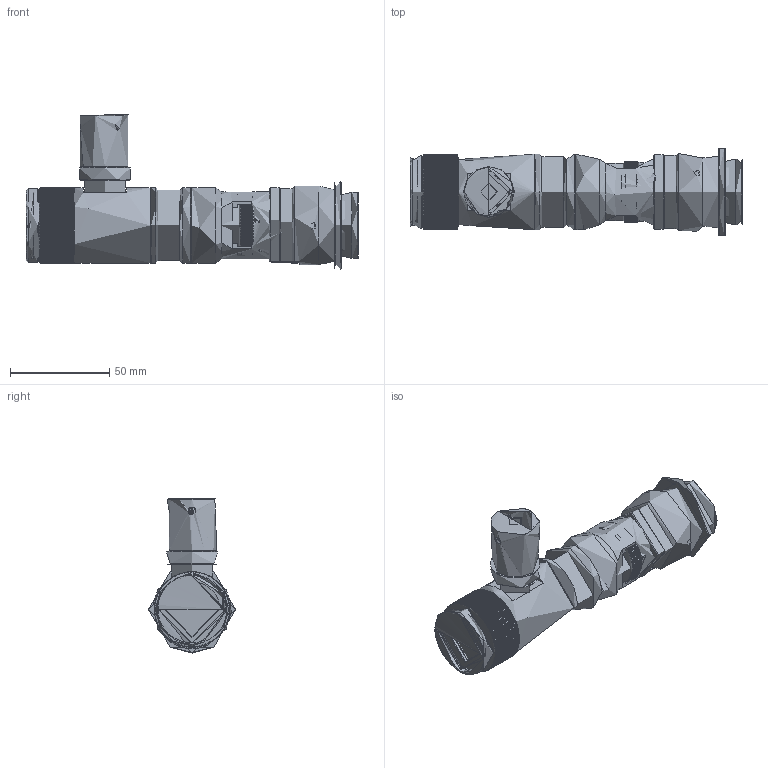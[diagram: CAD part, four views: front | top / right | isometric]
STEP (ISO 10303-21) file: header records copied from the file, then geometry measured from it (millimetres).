
FILE_DESCRIPTION (( 'STEP AP203' ), '1' );
FILE_NAME ('693020.STEP', '2024-07-16T01:14:26', ( 'Windows User' ), ( 'P R C' ), 'SwSTEP 2.0', 'SolidWorks 2020', '' );
FILE_SCHEMA (( 'CONFIG_CONTROL_DESIGN' ));
Length unit declared in the file: millimetre
Products named in the file (1): 693020
Bounding box: 167.52 x 44 x 77.72 mm (x, y, z)
Topology: 0 solids, 37 shells, 820 faces, 2914 edges, 2120 vertices
Faces by surface type: plane 486, cylinder 258, cone 43, bspline 33
Full cylindrical faces by diameter (mm): 1.8 x1, 2.5 x5, 3 x2, 3.048 x1, 3.3 x3, 5 x1, 20.58 x1, 25 x1, 25.58 x1, 26 x1, 27 x1, 27.2 x1, 27.4 x1, 29.2 x1, 30 x1, 30.2 x2, 32 x1, 33.3 x1, 33.78 x1, 34.2 x1, 35.7 x1, 37 x1, 38 x1, 38.1 x3, 39.65 x1, 44 x1
Entity records: 46903 total; most frequent: CARTESIAN_POINT 24737, ORIENTED_EDGE 4982, DIRECTION 3613, EDGE_CURVE 2828, VERTEX_POINT 2100, B_SPLINE_CURVE_WITH_KNOTS 1419, AXIS2_PLACEMENT_3D 1418, EDGE_LOOP 939
